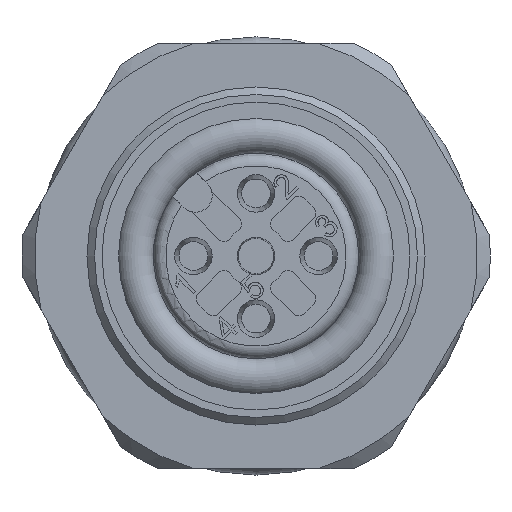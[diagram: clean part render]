
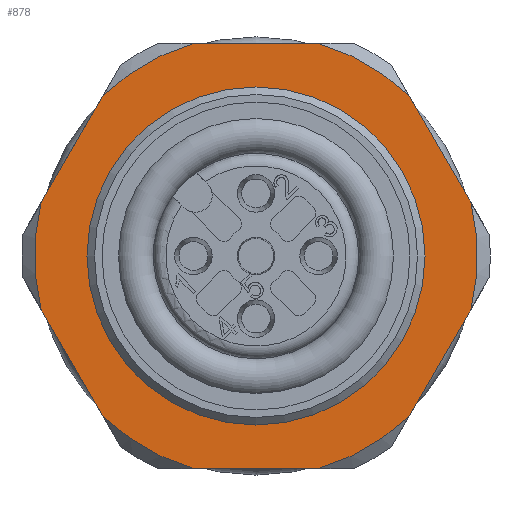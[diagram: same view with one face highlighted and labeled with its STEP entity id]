
A CAD part, left-side view. The second image highlights one B-rep face of the part: STEP entity #878.
In plain terms, the highlighted planar face has unit normal (-1, 0, 0).
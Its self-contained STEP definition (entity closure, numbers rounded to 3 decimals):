
#534=LINE('',#4591,#687);
#535=LINE('',#4592,#688);
#536=LINE('',#4593,#689);
#537=LINE('',#4594,#690);
#538=LINE('',#4595,#691);
#539=LINE('',#4599,#692);
#687=VECTOR('',#3747,1.);
#688=VECTOR('',#3748,1.);
#689=VECTOR('',#3749,1.);
#690=VECTOR('',#3750,1.);
#691=VECTOR('',#3751,1.);
#692=VECTOR('',#3754,1.);
#878=ADVANCED_FACE('',(#1162,#1163),#1060,.F.);
#1060=PLANE('',#3368);
#1162=FACE_BOUND('',#1305,.T.);
#1163=FACE_BOUND('',#1306,.T.);
#1305=EDGE_LOOP('',(#1631,#1632,#1633,#1634,#1635,#1636,#1637,#1638,#1639,
#1640,#1641,#1642));
#1306=EDGE_LOOP('',(#1643));
#1631=ORIENTED_EDGE('',*,*,#2769,.F.);
#1632=ORIENTED_EDGE('',*,*,#2809,.T.);
#1633=ORIENTED_EDGE('',*,*,#2771,.F.);
#1634=ORIENTED_EDGE('',*,*,#2810,.T.);
#1635=ORIENTED_EDGE('',*,*,#2775,.F.);
#1636=ORIENTED_EDGE('',*,*,#2811,.T.);
#1637=ORIENTED_EDGE('',*,*,#2779,.F.);
#1638=ORIENTED_EDGE('',*,*,#2812,.T.);
#1639=ORIENTED_EDGE('',*,*,#2783,.F.);
#1640=ORIENTED_EDGE('',*,*,#2813,.T.);
#1641=ORIENTED_EDGE('',*,*,#2814,.F.);
#1642=ORIENTED_EDGE('',*,*,#2815,.T.);
#1643=ORIENTED_EDGE('',*,*,#2808,.T.);
#2445=VERTEX_POINT('',#4472);
#2446=VERTEX_POINT('',#4474);
#2447=VERTEX_POINT('',#4481);
#2448=VERTEX_POINT('',#4482);
#2451=VERTEX_POINT('',#4496);
#2452=VERTEX_POINT('',#4497);
#2455=VERTEX_POINT('',#4511);
#2456=VERTEX_POINT('',#4512);
#2459=VERTEX_POINT('',#4526);
#2460=VERTEX_POINT('',#4527);
#2480=VERTEX_POINT('',#4589);
#2481=VERTEX_POINT('',#4596);
#2482=VERTEX_POINT('',#4598);
#2769=EDGE_CURVE('',#2445,#2446,#3191,.T.);
#2771=EDGE_CURVE('',#2447,#2448,#3192,.T.);
#2775=EDGE_CURVE('',#2451,#2452,#3194,.T.);
#2779=EDGE_CURVE('',#2455,#2456,#3196,.T.);
#2783=EDGE_CURVE('',#2459,#2460,#3198,.T.);
#2808=EDGE_CURVE('',#2480,#2480,#3211,.T.);
#2809=EDGE_CURVE('',#2445,#2448,#534,.T.);
#2810=EDGE_CURVE('',#2447,#2452,#535,.T.);
#2811=EDGE_CURVE('',#2451,#2456,#536,.T.);
#2812=EDGE_CURVE('',#2455,#2460,#537,.T.);
#2813=EDGE_CURVE('',#2459,#2481,#538,.T.);
#2814=EDGE_CURVE('',#2482,#2481,#3212,.T.);
#2815=EDGE_CURVE('',#2482,#2446,#539,.T.);
#3191=CIRCLE('',#3330,8.85);
#3192=CIRCLE('',#3332,8.85);
#3194=CIRCLE('',#3335,8.85);
#3196=CIRCLE('',#3338,8.85);
#3198=CIRCLE('',#3341,8.85);
#3211=CIRCLE('',#3365,6.75);
#3212=CIRCLE('',#3367,8.85);
#3330=AXIS2_PLACEMENT_3D('',#4473,#3663,#3664);
#3332=AXIS2_PLACEMENT_3D('',#4480,#3667,#3668);
#3335=AXIS2_PLACEMENT_3D('',#4495,#3673,#3674);
#3338=AXIS2_PLACEMENT_3D('',#4510,#3679,#3680);
#3341=AXIS2_PLACEMENT_3D('',#4525,#3685,#3686);
#3365=AXIS2_PLACEMENT_3D('',#4588,#3743,#3744);
#3367=AXIS2_PLACEMENT_3D('',#4597,#3752,#3753);
#3368=AXIS2_PLACEMENT_3D('',#4600,#3755,#3756);
#3663=DIRECTION('',(1.,0.,0.));
#3664=DIRECTION('',(0.,-1.,0.));
#3667=DIRECTION('',(1.,0.,0.));
#3668=DIRECTION('',(0.,-1.,0.));
#3673=DIRECTION('',(1.,0.,0.));
#3674=DIRECTION('',(0.,-1.,0.));
#3679=DIRECTION('',(1.,0.,0.));
#3680=DIRECTION('',(0.,-1.,0.));
#3685=DIRECTION('',(1.,0.,0.));
#3686=DIRECTION('',(0.,-1.,0.));
#3743=DIRECTION('',(1.,0.,0.));
#3744=DIRECTION('',(0.,-1.,0.));
#3747=DIRECTION('',(0.,0.5,-0.866));
#3748=DIRECTION('',(0.,-0.5,-0.866));
#3749=DIRECTION('',(0.,-1.,0.));
#3750=DIRECTION('',(0.,-0.5,0.866));
#3751=DIRECTION('',(0.,0.5,0.866));
#3752=DIRECTION('',(1.,0.,0.));
#3753=DIRECTION('',(0.,-1.,0.));
#3754=DIRECTION('',(0.,1.,0.));
#3755=DIRECTION('',(1.,0.,0.));
#3756=DIRECTION('',(0.,-1.,0.));
#4472=CARTESIAN_POINT('',(10.5,6.129,6.384));
#4473=CARTESIAN_POINT('',(10.5,0.,0.));
#4474=CARTESIAN_POINT('',(10.5,2.464,8.5));
#4480=CARTESIAN_POINT('',(10.5,0.,0.));
#4481=CARTESIAN_POINT('',(10.5,8.593,-2.116));
#4482=CARTESIAN_POINT('',(10.5,8.593,2.116));
#4495=CARTESIAN_POINT('',(10.5,0.,0.));
#4496=CARTESIAN_POINT('',(10.5,2.464,-8.5));
#4497=CARTESIAN_POINT('',(10.5,6.129,-6.384));
#4510=CARTESIAN_POINT('',(10.5,0.,0.));
#4511=CARTESIAN_POINT('',(10.5,-6.129,-6.384));
#4512=CARTESIAN_POINT('',(10.5,-2.464,-8.5));
#4525=CARTESIAN_POINT('',(10.5,0.,0.));
#4526=CARTESIAN_POINT('',(10.5,-8.593,2.116));
#4527=CARTESIAN_POINT('',(10.5,-8.593,-2.116));
#4588=CARTESIAN_POINT('',(10.5,0.,0.));
#4589=CARTESIAN_POINT('',(10.5,-6.75,0.));
#4591=CARTESIAN_POINT('',(10.5,10.284,-0.812));
#4592=CARTESIAN_POINT('',(10.5,4.438,-9.313));
#4593=CARTESIAN_POINT('',(10.5,0.,-8.5));
#4594=CARTESIAN_POINT('',(10.5,-4.438,-9.313));
#4595=CARTESIAN_POINT('',(10.5,-10.284,-0.813));
#4596=CARTESIAN_POINT('',(10.5,-6.129,6.384));
#4597=CARTESIAN_POINT('',(10.5,0.,0.));
#4598=CARTESIAN_POINT('',(10.5,-2.464,8.5));
#4599=CARTESIAN_POINT('',(10.5,0.,8.5));
#4600=CARTESIAN_POINT('',(10.5,0.,-6.75));
